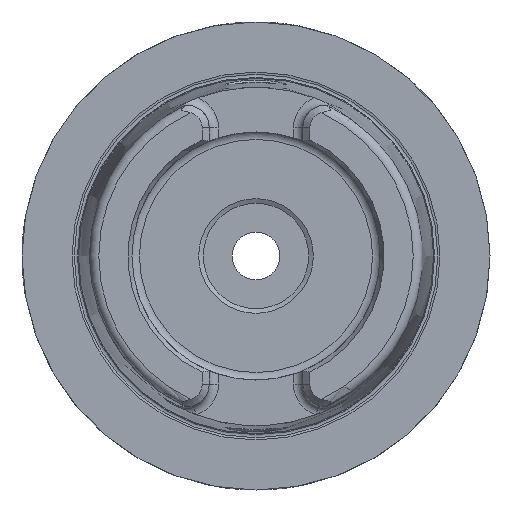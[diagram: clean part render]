
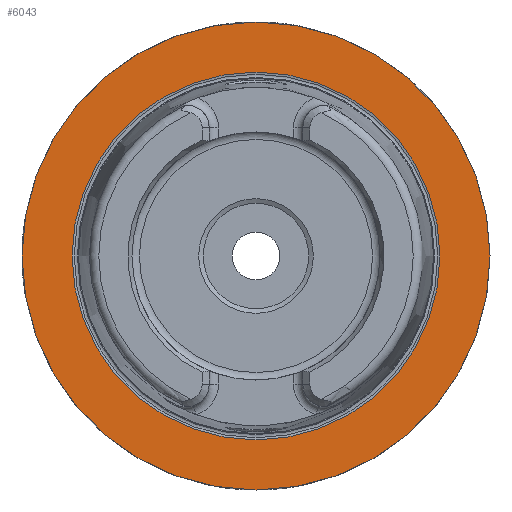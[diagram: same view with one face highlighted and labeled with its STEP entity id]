
A CAD part, left-side view. The second image highlights one B-rep face of the part: STEP entity #6043.
In plain terms, the highlighted planar face has unit normal (-1, 0, 0).
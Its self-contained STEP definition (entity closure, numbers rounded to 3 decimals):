
#2198=CARTESIAN_POINT('',(0.,50.0,0.0));
#2199=VERTEX_POINT('',#2198);
#2200=CARTESIAN_POINT('',(0.0,0.,0.0));
#2201=DIRECTION('',(1.0,0.0,0.0));
#2202=DIRECTION('',(0.0,1.0,0.0));
#2203=AXIS2_PLACEMENT_3D('',#2200,#2201,#2202);
#2204=CIRCLE('',#2203,50.0);
#2205=EDGE_CURVE('',#2199,#2199,#2204,.T.);
#5985=CARTESIAN_POINT('',(0.,39.297,0.0));
#5986=VERTEX_POINT('',#5985);
#5987=CARTESIAN_POINT('',(0.,0.0,0.0));
#5988=DIRECTION('',(1.0,0.0,0.0));
#5989=DIRECTION('',(0.0,1.0,0.0));
#5990=AXIS2_PLACEMENT_3D('',#5987,#5988,#5989);
#5991=CIRCLE('',#5990,39.297);
#5992=EDGE_CURVE('',#5986,#5986,#5991,.T.);
#6032=CARTESIAN_POINT('',(0.,44.004,0.0));
#6033=DIRECTION('',(-1.0,0.0,0.0));
#6034=DIRECTION('',(0.0,0.0,1.0));
#6035=AXIS2_PLACEMENT_3D('',#6032,#6033,#6034);
#6036=PLANE('',#6035);
#6037=ORIENTED_EDGE('',*,*,#2205,.F.);
#6038=EDGE_LOOP('',(#6037));
#6039=FACE_OUTER_BOUND('',#6038,.T.);
#6040=ORIENTED_EDGE('',*,*,#5992,.T.);
#6041=EDGE_LOOP('',(#6040));
#6042=FACE_BOUND('',#6041,.T.);
#6043=ADVANCED_FACE('',(#6039,#6042),#6036,.T.);
